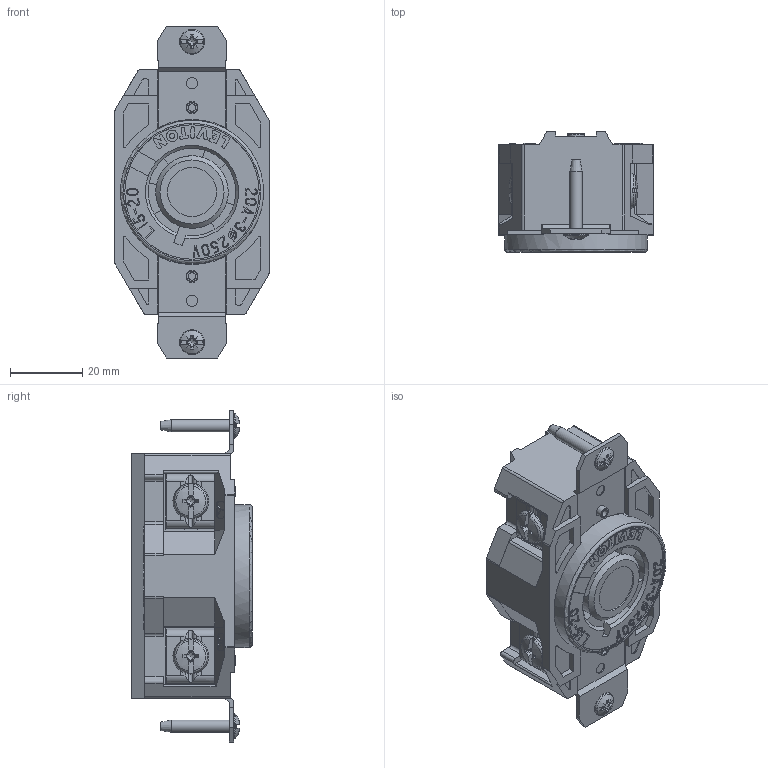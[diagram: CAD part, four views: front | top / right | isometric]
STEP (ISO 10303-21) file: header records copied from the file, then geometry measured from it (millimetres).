
FILE_DESCRIPTION (( 'STEP AP214' ), '1' );
FILE_NAME ('CATSTD-02420-0XX-M01.STEP', '2021-10-28T15:20:02', ( '' ), ( '' ), 'SwSTEP 2.0', 'SolidWorks 2020', '' );
FILE_SCHEMA (( 'AUTOMOTIVE_DESIGN' ));
Length unit declared in the file: inch
Products named in the file (1): CATSTD-02420-0XX-M01
Bounding box: 42.85 x 33.32 x 92.1 mm (x, y, z)
Volume: 64590.1 mm3; surface area: 22007.7 mm2
Topology: 3 solids, 18 shells, 2028 faces, 5615 edges, 3719 vertices
Faces by surface type: plane 1408, cylinder 363, bspline 119, cone 108, torus 22, sphere 8
Full cylindrical faces by diameter (mm): 1.524 x1, 2.083 x2, 2.946 x2, 3.175 x1, 3.378 x4, 3.404 x2, 3.607 x2, 4.218 x1, 4.343 x2, 4.699 x2, 4.801 x3, 5.156 x4, 5.436 x2, 6.858 x2, 8.255 x1, 13.538 x1, 37.325 x1, 39.675 x1
Entity records: 100598 total; most frequent: CARTESIAN_POINT 24668, ORIENTED_EDGE 11022, DIRECTION 9396, EDGE_CURVE 5511, VECTOR 3810, LINE 3810, VERTEX_POINT 3683, AXIS2_PLACEMENT_3D 2793
